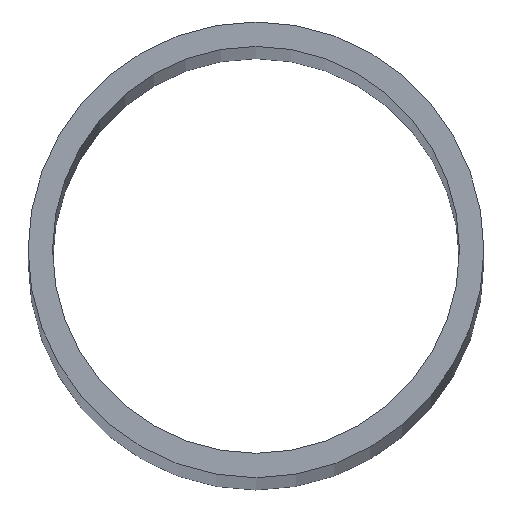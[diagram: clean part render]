
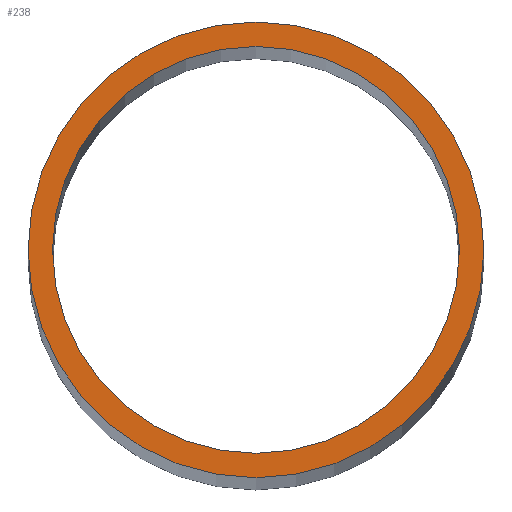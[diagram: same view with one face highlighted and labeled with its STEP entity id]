
A CAD part, top view. The second image highlights one B-rep face of the part: STEP entity #238.
In plain terms, the highlighted planar face has unit normal (0, 0, 1).
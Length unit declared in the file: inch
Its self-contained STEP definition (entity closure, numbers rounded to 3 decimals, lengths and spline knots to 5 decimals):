
#1 = ORIENTED_EDGE ( 'NONE', *, *, #111, .F. ) ;
#7 = VERTEX_POINT ( 'NONE', #164 ) ;
#8 = AXIS2_PLACEMENT_3D ( 'NONE', #119, #10, #162 ) ;
#10 = DIRECTION ( 'NONE',  ( 0., 0., 1. ) ) ;
#17 = CARTESIAN_POINT ( 'NONE',  ( 6.25, 0., 216. ) ) ;
#25 = CARTESIAN_POINT ( 'NONE',  ( 0., 0., 216. ) ) ;
#37 = DIRECTION ( 'NONE',  ( 1., 0., 0. ) ) ;
#45 = DIRECTION ( 'NONE',  ( 0., 0., 1. ) ) ;
#48 = DIRECTION ( 'NONE',  ( 0., 0., 1. ) ) ;
#52 = CIRCLE ( 'NONE', #194, 7. ) ;
#62 = EDGE_CURVE ( 'NONE', #244, #177, #241, .T. ) ;
#63 = AXIS2_PLACEMENT_3D ( 'NONE', #212, #128, #37 ) ;
#64 = ORIENTED_EDGE ( 'NONE', *, *, #89, .T. ) ;
#65 = CIRCLE ( 'NONE', #8, 7. ) ;
#67 = VERTEX_POINT ( 'NONE', #202 ) ;
#68 = CARTESIAN_POINT ( 'NONE',  ( 0., 0., 216. ) ) ;
#70 = CARTESIAN_POINT ( 'NONE',  ( 0., 0., 216. ) ) ;
#89 = EDGE_CURVE ( 'NONE', #7, #67, #65, .T. ) ;
#91 = CARTESIAN_POINT ( 'NONE',  ( -6.25, 0., 216. ) ) ;
#95 = EDGE_LOOP ( 'NONE', ( #1, #220 ) ) ;
#97 = DIRECTION ( 'NONE',  ( 1., 0., 0. ) ) ;
#111 = EDGE_CURVE ( 'NONE', #177, #244, #173, .T. ) ;
#115 = ORIENTED_EDGE ( 'NONE', *, *, #176, .T. ) ;
#119 = CARTESIAN_POINT ( 'NONE',  ( 0., 0., 216. ) ) ;
#125 = PLANE ( 'NONE',  #63 ) ;
#128 = DIRECTION ( 'NONE',  ( 0., 0., 1. ) ) ;
#142 = DIRECTION ( 'NONE',  ( 0., 0., 1. ) ) ;
#162 = DIRECTION ( 'NONE',  ( 1., 0., 0. ) ) ;
#164 = CARTESIAN_POINT ( 'NONE',  ( 7., 0., 216. ) ) ;
#167 = FACE_OUTER_BOUND ( 'NONE', #174, .T. ) ;
#173 = CIRCLE ( 'NONE', #211, 6.25 ) ;
#174 = EDGE_LOOP ( 'NONE', ( #115, #64 ) ) ;
#176 = EDGE_CURVE ( 'NONE', #67, #7, #52, .T. ) ;
#177 = VERTEX_POINT ( 'NONE', #91 ) ;
#181 = AXIS2_PLACEMENT_3D ( 'NONE', #68, #48, #186 ) ;
#186 = DIRECTION ( 'NONE',  ( 1., 0., 0. ) ) ;
#187 = DIRECTION ( 'NONE',  ( 1., 0., 0. ) ) ;
#194 = AXIS2_PLACEMENT_3D ( 'NONE', #70, #142, #187 ) ;
#202 = CARTESIAN_POINT ( 'NONE',  ( -7., 0., 216. ) ) ;
#211 = AXIS2_PLACEMENT_3D ( 'NONE', #25, #45, #97 ) ;
#212 = CARTESIAN_POINT ( 'NONE',  ( 0., 0., 216. ) ) ;
#220 = ORIENTED_EDGE ( 'NONE', *, *, #62, .F. ) ;
#238 = ADVANCED_FACE ( 'NONE', ( #167, #249 ), #125, .T. ) ;
#241 = CIRCLE ( 'NONE', #181, 6.25 ) ;
#244 = VERTEX_POINT ( 'NONE', #17 ) ;
#249 = FACE_BOUND ( 'NONE', #95, .T. ) ;
